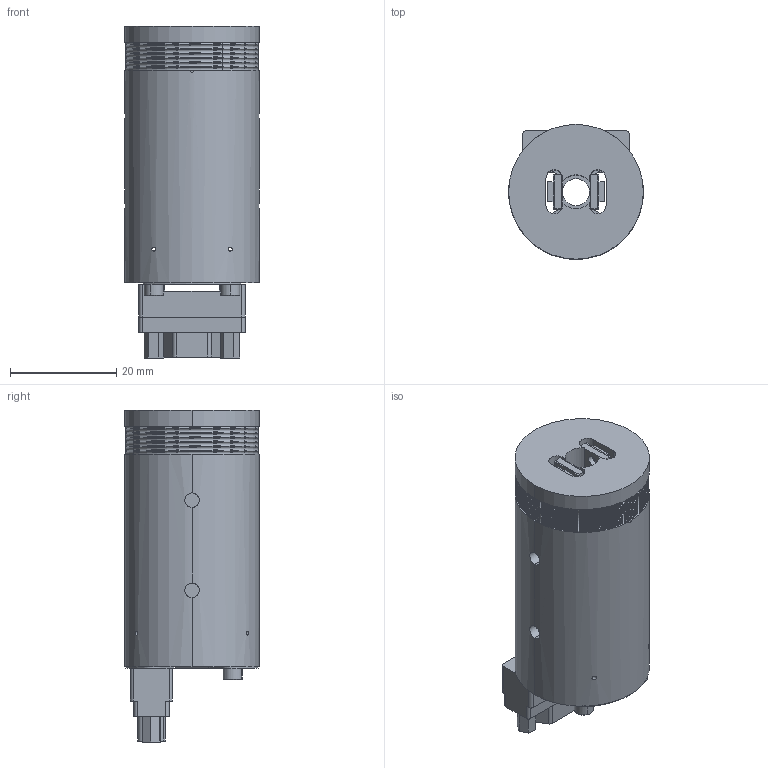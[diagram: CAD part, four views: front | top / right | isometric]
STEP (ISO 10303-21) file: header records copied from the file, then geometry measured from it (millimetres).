
FILE_DESCRIPTION (( 'STEP AP214' ), '1' );
FILE_NAME ('D0901065_OSEM_ASSY.STEP', '2011-11-10T17:52:05', ( '' ), ( '' ), 'SwSTEP 2.0', 'SolidWorks 2012', '' );
FILE_SCHEMA (( 'AUTOMOTIVE_DESIGN' ));
Length unit declared in the file: inch
Products named in the file (1): D0901065_OSEM_ASSY
Bounding box: 25.3 x 25.3 x 62.36 mm (x, y, z)
Surface area: 11576.1 mm2 (no closed solid volume)
Topology: 0 solids, 33 shells, 301 faces, 1200 edges, 934 vertices
Faces by surface type: plane 154, cylinder 93, torus 44, bspline 4, cone 4, sphere 2
Entity records: 20311 total; most frequent: CARTESIAN_POINT 6668, DIRECTION 1919, ORIENTED_EDGE 1778, EDGE_CURVE 1196, VERTEX_POINT 932, AXIS2_PLACEMENT_3D 669, VECTOR 581, LINE 581
